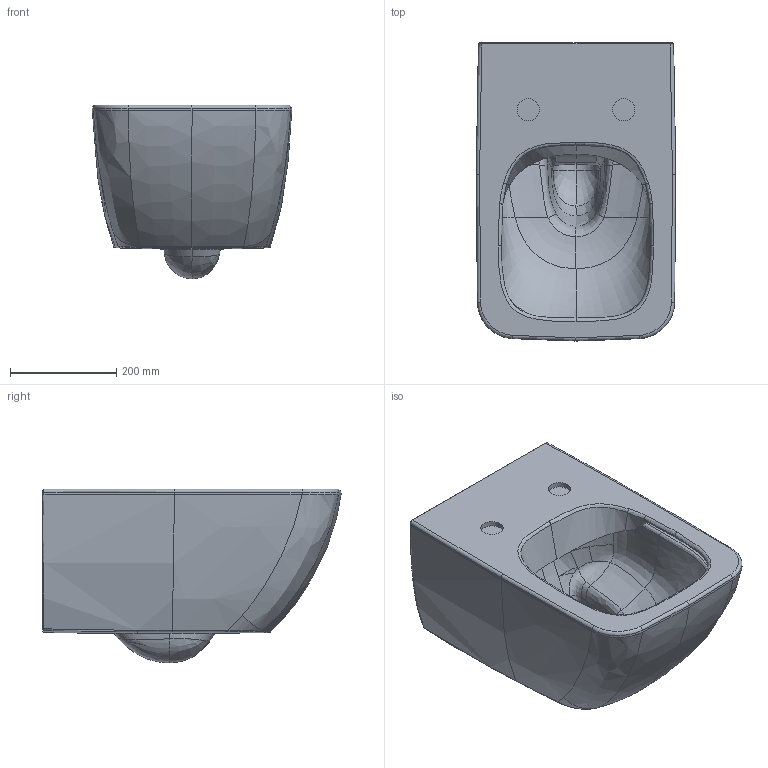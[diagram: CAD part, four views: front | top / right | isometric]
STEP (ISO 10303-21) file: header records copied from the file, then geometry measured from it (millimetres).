
FILE_DESCRIPTION(/* description */ (''),/* implementation_level */ '2;1');
FILE_NAME(/* name */ '5663R0_WWC_Legato.stp',/* time_stamp */ '2019-02-04T09:13:09+01:00',/* author */ (''),/* organization */ (''),/* preprocessor_version */ 'ST-DEVELOPER v16',/* originating_system */ 'SIEMENS PLM Software NX 10.0',/* authorisation */ '');
FILE_SCHEMA (('AUTOMOTIVE_DESIGN { 1 0 10303 214 3 1 1 1 }'));
Products named in the file (1): math19F098C8e134
Bounding box: 375.71 x 561.6 x 327.23 mm (x, y, z)
Volume: 34520430.7 mm3; surface area: 997095.4 mm2
Topology: 1 solids, 1 shells, 196 faces, 559 edges, 368 vertices
Faces by surface type: bspline 185, plane 4, extrusion 4, cylinder 3
Full cylindrical faces by diameter (mm): 42 x2
Entity records: 51629 total; most frequent: CARTESIAN_POINT 48207, ORIENTED_EDGE 1114, EDGE_CURVE 557, B_SPLINE_CURVE_WITH_KNOTS 509, VERTEX_POINT 368, EDGE_LOOP 201, ADVANCED_FACE 196, FACE_OUTER_BOUND 193
